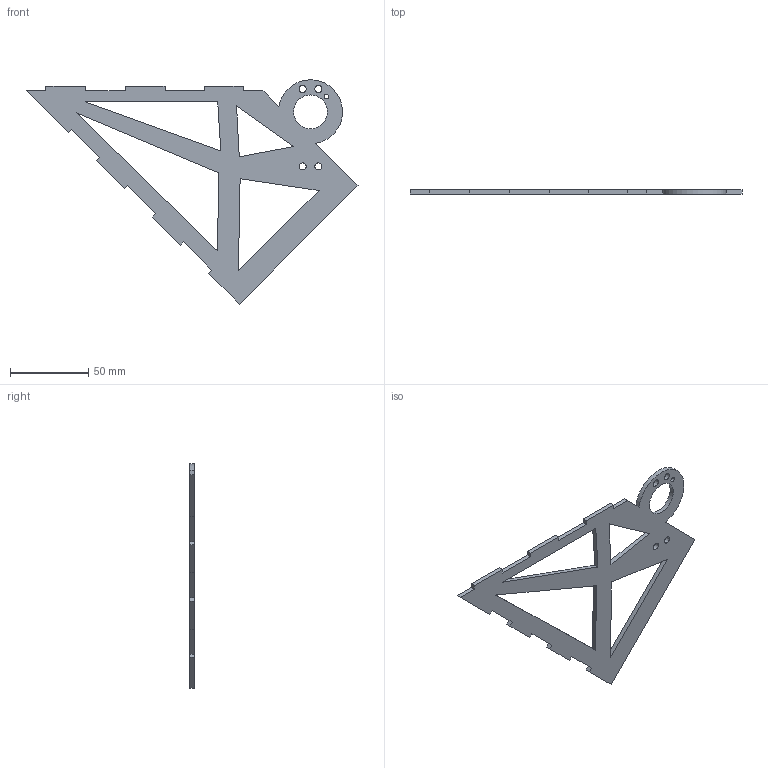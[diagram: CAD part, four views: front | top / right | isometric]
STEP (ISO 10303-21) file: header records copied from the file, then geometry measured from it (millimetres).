
FILE_DESCRIPTION(/* description */ ('STEP AP242','CAx-IF Rec.Pracs.---Representation and Presentation of Product Manufacturing Information (PMI)---4.0---2014-10-13','CAx-IF Rec.Pracs.---3D Tessellated Geometry---0.4---2014-09-14','2;1'),/* implementation_level */ '2;1');
FILE_NAME(/* name */ 'ViPer_Headset_Prototype - top_frame',/* time_stamp */ '2025-10-17T18:15:37Z',/* author */ (''),/* organization */ (''),/* preprocessor_version */ 'ST-DEVELOPER v20',/* originating_system */ 'ONSHAPE BY PTC INC, 1.205',/* authorisation */ ' ');
FILE_SCHEMA (('AP242_MANAGED_MODEL_BASED_3D_ENGINEERING_MIM_LF { 1 0 10303 442 1 1 4 }'));
Length unit declared in the file: metre
Products named in the file (1): top_frame
Bounding box: 212.3 x 2.87 x 143.42 mm (x, y, z)
Volume: 28525.9 mm3; surface area: 24300.8 mm2
Topology: 1 solids, 1 shells, 50 faces, 144 edges, 96 vertices
Faces by surface type: plane 43, cylinder 7
Full cylindrical faces by diameter (mm): 3.048 x1, 4.496 x4, 21.59 x1
Entity records: 1654 total; most frequent: CARTESIAN_POINT 285, ORIENTED_EDGE 276, DIRECTION 254, EDGE_CURVE 138, LINE 124, VECTOR 124, VERTEX_POINT 96, EDGE_LOOP 76
